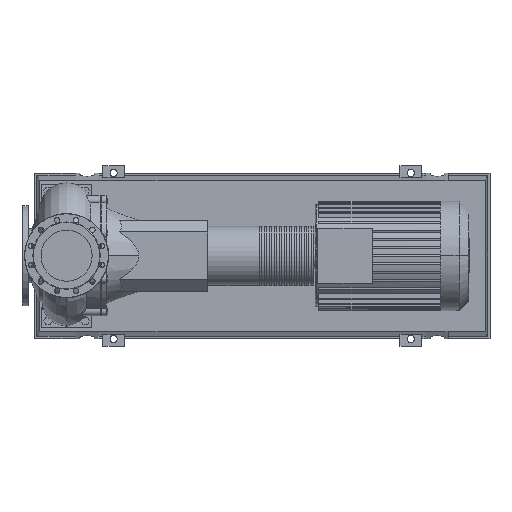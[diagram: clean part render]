
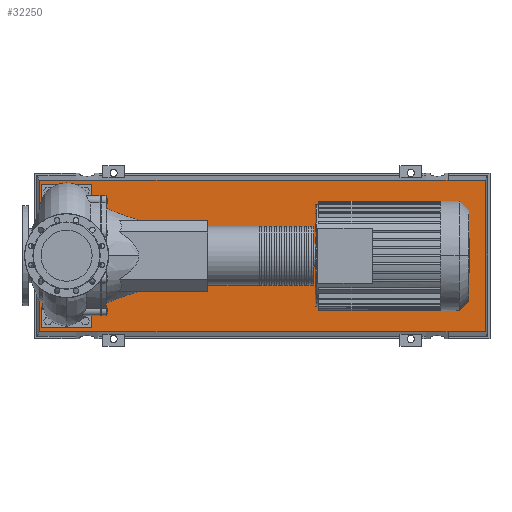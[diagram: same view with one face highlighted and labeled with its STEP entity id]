
A CAD part, top view. The second image highlights one B-rep face of the part: STEP entity #32250.
In plain terms, the highlighted free-form (B-spline) face has degree [1, 1] with [2, 2] control points.
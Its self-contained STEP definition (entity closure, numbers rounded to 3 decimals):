
#29651=CARTESIAN_POINT('',(1453.5,306.0,123.0));
#29652=VERTEX_POINT('',#29651);
#29659=CARTESIAN_POINT('',(1540.5,306.0,123.0));
#29660=VERTEX_POINT('',#29659);
#29661=CARTESIAN_POINT('',(1453.5,306.0,123.0));
#29662=DIRECTION('',(1.0,0.0,0.0));
#29663=VECTOR('',#29662,87.0);
#29664=LINE('',#29661,#29663);
#29665=EDGE_CURVE('',#29652,#29660,#29664,.T.);
#30117=CARTESIAN_POINT('',(126.5,306.0,123.0));
#30118=VERTEX_POINT('',#30117);
#30125=CARTESIAN_POINT('',(126.5,306.0,123.0));
#30126=DIRECTION('',(1.0,0.0,0.0));
#30127=VECTOR('',#30126,1327.0);
#30128=LINE('',#30125,#30127);
#30129=EDGE_CURVE('',#30118,#29652,#30128,.T.);
#30477=CARTESIAN_POINT('',(39.5,306.0,123.0));
#30478=VERTEX_POINT('',#30477);
#30485=CARTESIAN_POINT('',(39.5,306.0,123.0));
#30486=DIRECTION('',(1.0,0.0,0.0));
#30487=VECTOR('',#30486,87.0);
#30488=LINE('',#30485,#30487);
#30489=EDGE_CURVE('',#30478,#30118,#30488,.T.);
#30548=CARTESIAN_POINT('',(1690.0,306.0,123.0));
#30549=VERTEX_POINT('',#30548);
#30550=CARTESIAN_POINT('',(1540.5,306.0,123.0));
#30551=DIRECTION('',(1.0,0.0,0.0));
#30552=VECTOR('',#30551,149.5);
#30553=LINE('',#30550,#30552);
#30554=EDGE_CURVE('',#29660,#30549,#30553,.T.);
#30580=CARTESIAN_POINT('',(-110.,306.0,123.0));
#30581=VERTEX_POINT('',#30580);
#30588=CARTESIAN_POINT('',(-110.,306.0,123.0));
#30589=DIRECTION('',(1.0,0.0,0.0));
#30590=VECTOR('',#30589,149.5);
#30591=LINE('',#30588,#30590);
#30592=EDGE_CURVE('',#30581,#30478,#30591,.T.);
#30825=CARTESIAN_POINT('',(1540.5,-306.0,123.0));
#30826=VERTEX_POINT('',#30825);
#30833=CARTESIAN_POINT('',(1453.5,-306.0,123.0));
#30834=VERTEX_POINT('',#30833);
#30835=CARTESIAN_POINT('',(1453.5,-306.0,123.0));
#30836=DIRECTION('',(1.0,0.0,0.0));
#30837=VECTOR('',#30836,87.0);
#30838=LINE('',#30835,#30837);
#30839=EDGE_CURVE('',#30834,#30826,#30838,.T.);
#31059=CARTESIAN_POINT('',(1690.0,-306.0,123.0));
#31060=VERTEX_POINT('',#31059);
#31067=CARTESIAN_POINT('',(1540.5,-306.0,123.0));
#31068=DIRECTION('',(1.0,0.0,0.0));
#31069=VECTOR('',#31068,149.5);
#31070=LINE('',#31067,#31069);
#31071=EDGE_CURVE('',#30826,#31060,#31070,.T.);
#31188=CARTESIAN_POINT('',(126.5,-306.0,123.0));
#31189=VERTEX_POINT('',#31188);
#31196=CARTESIAN_POINT('',(39.5,-306.0,123.0));
#31197=VERTEX_POINT('',#31196);
#31198=CARTESIAN_POINT('',(39.5,-306.0,123.0));
#31199=DIRECTION('',(1.0,0.0,0.0));
#31200=VECTOR('',#31199,87.0);
#31201=LINE('',#31198,#31200);
#31202=EDGE_CURVE('',#31197,#31189,#31201,.T.);
#31313=CARTESIAN_POINT('',(-110.,-306.0,123.0));
#31314=VERTEX_POINT('',#31313);
#31315=CARTESIAN_POINT('',(-110.,-306.0,123.0));
#31316=DIRECTION('',(1.0,0.0,0.0));
#31317=VECTOR('',#31316,149.5);
#31318=LINE('',#31315,#31317);
#31319=EDGE_CURVE('',#31314,#31197,#31318,.T.);
#31337=CARTESIAN_POINT('',(126.5,-306.0,123.0));
#31338=DIRECTION('',(1.0,0.0,0.0));
#31339=VECTOR('',#31338,1327.0);
#31340=LINE('',#31337,#31339);
#31341=EDGE_CURVE('',#31189,#30834,#31340,.T.);
#32221=CARTESIAN_POINT('',(-110.,-306.0,123.));
#32222=CARTESIAN_POINT('',(1690.0,-306.0,123.));
#32223=CARTESIAN_POINT('',(-110.,306.0,123.));
#32224=CARTESIAN_POINT('',(1690.0,306.0,123.));
#32225=B_SPLINE_SURFACE_WITH_KNOTS('',1,1,((#32221,#32223),(#32222,#32224)),.UNSPECIFIED.,.F.,.F.,.U.,(2,2),(2,2),(0.0,1800.0),(0.0,612.0),.UNSPECIFIED.);
#32226=CARTESIAN_POINT('',(1690.0,306.0,123.0));
#32227=DIRECTION('',(0.0,-1.0,0.0));
#32228=VECTOR('',#32227,612.0);
#32229=LINE('',#32226,#32228);
#32230=EDGE_CURVE('',#30549,#31060,#32229,.T.);
#32231=ORIENTED_EDGE('',*,*,#32230,.F.);
#32232=ORIENTED_EDGE('',*,*,#30554,.F.);
#32233=ORIENTED_EDGE('',*,*,#29665,.F.);
#32234=ORIENTED_EDGE('',*,*,#30129,.F.);
#32235=ORIENTED_EDGE('',*,*,#30489,.F.);
#32236=ORIENTED_EDGE('',*,*,#30592,.F.);
#32237=CARTESIAN_POINT('',(-110.,306.0,123.0));
#32238=DIRECTION('',(0.0,-1.0,0.0));
#32239=VECTOR('',#32238,612.0);
#32240=LINE('',#32237,#32239);
#32241=EDGE_CURVE('',#30581,#31314,#32240,.T.);
#32242=ORIENTED_EDGE('',*,*,#32241,.T.);
#32243=ORIENTED_EDGE('',*,*,#31319,.T.);
#32244=ORIENTED_EDGE('',*,*,#31202,.T.);
#32245=ORIENTED_EDGE('',*,*,#31341,.T.);
#32246=ORIENTED_EDGE('',*,*,#30839,.T.);
#32247=ORIENTED_EDGE('',*,*,#31071,.T.);
#32248=EDGE_LOOP('',(#32231,#32232,#32233,#32234,#32235,#32236,#32242,#32243,#32244,#32245,#32246,#32247));
#32249=FACE_OUTER_BOUND('',#32248,.T.);
#32250=ADVANCED_FACE('',(#32249),#32225,.T.);
